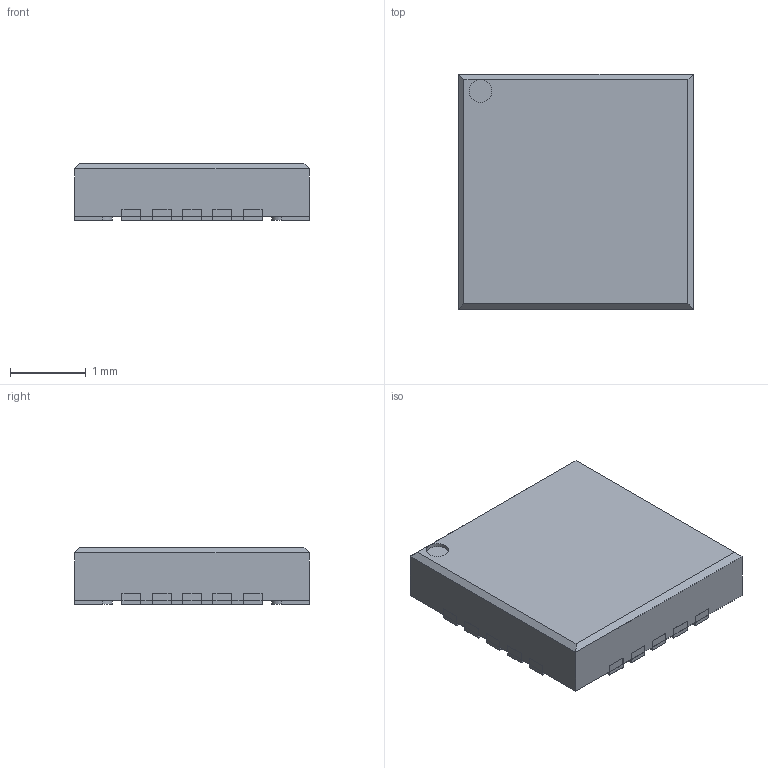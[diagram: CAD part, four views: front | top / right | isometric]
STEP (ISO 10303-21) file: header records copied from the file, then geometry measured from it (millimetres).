
FILE_DESCRIPTION(/* description */ (''),/* implementation_level */ '2;1');
FILE_NAME(/* name */ 'qfn_1595498165511.stp',/* time_stamp */ '2020-07-23T09:56:09+00:00',/* author */ (''),/* organization */ (''),/* preprocessor_version */ 'ST-DEVELOPER v18.1',/* originating_system */ 'ASM',/* authorisation */ '');
FILE_SCHEMA (('AUTOMOTIVE_DESIGN { 1 0 10303 214 3 1 1 }'));
Length unit declared in the file: millimetre
Products named in the file (1): qfn_1595498165511
Bounding box: 3.1 x 3.1 x 0.75 mm (x, y, z)
Volume: 6.9 mm3; surface area: 34.4 mm2
Topology: 11 solids, 11 shells, 217 faces, 557 edges, 363 vertices
Faces by surface type: plane 196, cylinder 21
Full cylindrical faces by diameter (mm): 0.3 x1
Entity records: 6693 total; most frequent: CARTESIAN_POINT 1138, ORIENTED_EDGE 1114, DIRECTION 1036, EDGE_CURVE 557, LINE 514, VECTOR 514, VERTEX_POINT 363, AXIS2_PLACEMENT_3D 261
